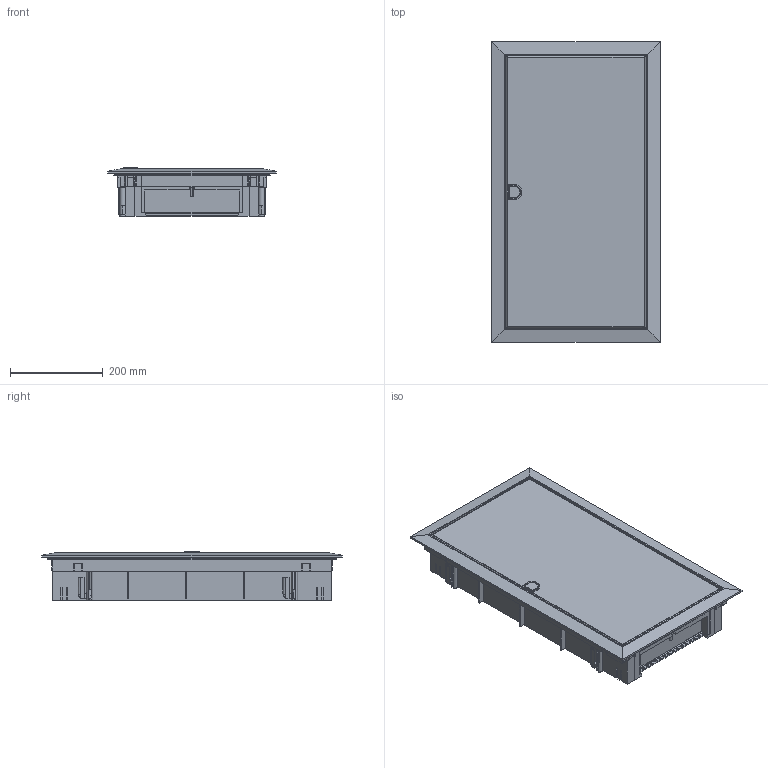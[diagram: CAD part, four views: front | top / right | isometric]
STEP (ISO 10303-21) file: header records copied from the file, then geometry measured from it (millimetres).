
FILE_DESCRIPTION(('STEP AP214'),'1');
FILE_NAME('cctmp_87125BCD-01F2-475B-A081-EE9E5605C540_2023_07_22_12_50_36_0982..stp','2023-07-22T10:50:38',('SIEMENS A&D'),('CADClick - www.CADClick.com'),'Spatial InterOp 3D postprocessed',' ','unknown authorization');
FILE_SCHEMA(('AUTOMOTIVE_DESIGN'));
Length unit declared in the file: millimetre
Products named in the file (5): cc_unnamed; 2023_07_22_12_50_36_0916; 2023_07_22_12_50_36_0912; 2023_07_22_12_50_36_0909; 2023_07_22_12_50_36_0905
Assembly tree (4 placements, depth 2):
  cc_unnamed
    2023_07_22_12_50_36_0916
    2023_07_22_12_50_36_0912
    2023_07_22_12_50_36_0909
    2023_07_22_12_50_36_0905
Bounding box: 365 x 650 x 104 mm (x, y, z)
Volume: 1790161.5 mm3; surface area: 1422522.2 mm2
Topology: 4 solids, 4 shells, 1308 faces, 3732 edges, 2414 vertices
Faces by surface type: plane 1062, cylinder 170, torus 40, bspline 16, cone 12, sphere 8
Entity records: 77318 total; most frequent: CARTESIAN_POINT 14559, STYLED_ITEM 7450, PRESENTATION_STYLE_ASSIGNMENT 7450, ORIENTED_EDGE 7450, DIRECTION 6614, EDGE_CURVE 3724, CURVE_STYLE 3724, DRAUGHTING_PRE_DEFINED_CURVE_FONT 3724
